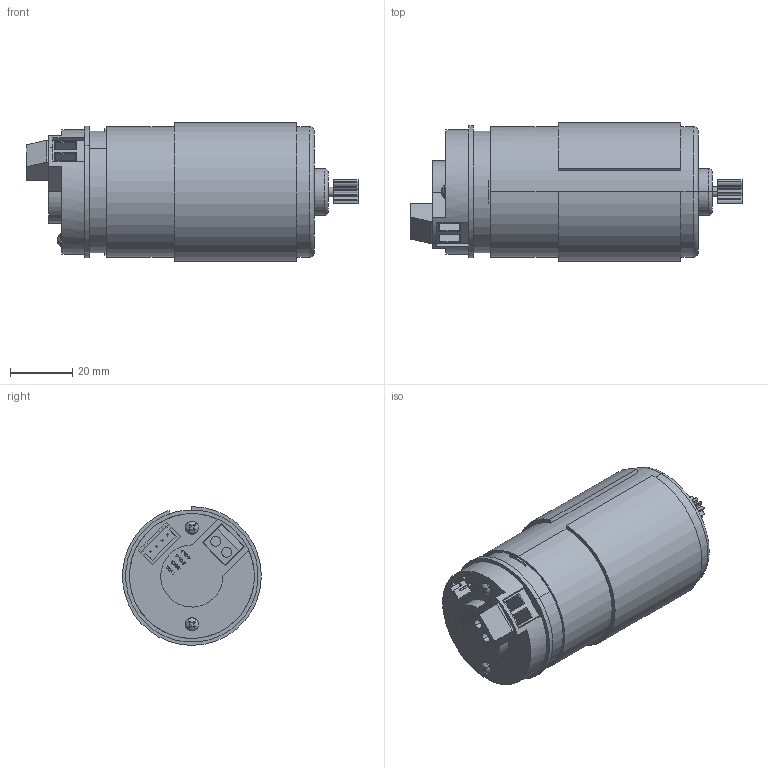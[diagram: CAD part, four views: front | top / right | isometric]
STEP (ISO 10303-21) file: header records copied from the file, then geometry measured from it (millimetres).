
FILE_DESCRIPTION (( 'STEP AP214' ), '1' );
FILE_NAME ('am-3109 RS775-125 with Encoder for PG27 Gearbox.STEP', '2020-01-02T21:32:00', ( '' ), ( '' ), 'SwSTEP 2.0', 'SolidWorks 2019', '' );
FILE_SCHEMA (( 'AUTOMOTIVE_DESIGN' ));
Length unit declared in the file: millimetre
Products named in the file (7): Hall Effect Encoder for PG Gearboxes; RS775 with Backshaft; am-3109 RS775-125 with Encoder for PG27 Gearbox; 11T 0.6mod 20PA 8mm FW gear
Assembly tree (3 placements, depth 2):
  Hall Effect Encoder for PG Gearboxes
  RS775 with Backshaft
  am-3109 RS775-125 with Encoder for PG27 Gearbox
    RS775 with Backshaft
    Hall Effect Encoder for PG Gearboxes
    11T 0.6mod 20PA 8mm FW gear
  11T 0.6mod 20PA 8mm FW gear
Bounding box: 106.44 x 44.43 x 44.5 mm (x, y, z)
Volume: 42023.1 mm3; surface area: 31782 mm2
Topology: 5 solids, 5 shells, 663 faces, 1758 edges, 1150 vertices
Faces by surface type: plane 316, cylinder 170, bspline 127, torus 24, cone 22, sphere 4
Entity records: 30831 total; most frequent: CARTESIAN_POINT 12151, ORIENTED_EDGE 3516, DIRECTION 2852, EDGE_CURVE 1758, VERTEX_POINT 1150, LINE 994, VECTOR 994, AXIS2_PLACEMENT_3D 929
